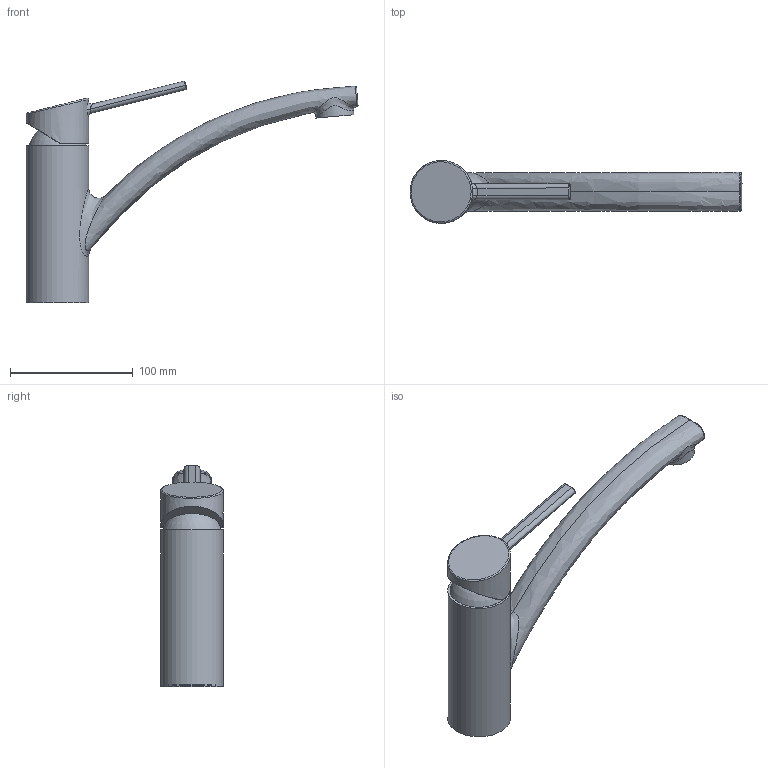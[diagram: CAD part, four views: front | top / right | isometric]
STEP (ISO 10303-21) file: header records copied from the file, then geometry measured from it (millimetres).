
FILE_DESCRIPTION(/* description */ ('Unknown'),/* implementation_level */ '2;1');
FILE_NAME(/* name */ '30358000',/* time_stamp */ '2022-09-07T16:42:17+02:00',/* author */ ('Unknown'),/* organization */ ('GROHE AG'),/* preprocessor_version */ 'ST-DEVELOPER v16.7',/* originating_system */ 'DEX',/* authorisation */ $);
FILE_SCHEMA (('AUTOMOTIVE_DESIGN {1 0 10303 214 3 1 1}'));
Length unit declared in the file: millimetre
Products named in the file (4): 30358000; 405771338_AUSLAUF_SC_SWIVEL_SPO_01914048; 30358000_0
Assembly tree (3 placements, depth 2):
  30358000
    405771338_AUSLAUF_SC_SWIVEL_SPO_01914048
    30358000
    30358000_0
Bounding box: 270.43 x 51 x 180.44 mm (x, y, z)
Volume: 288909.3 mm3; surface area: 84078.7 mm2
Topology: 3 solids, 6 shells, 69 faces, 143 edges, 86 vertices
Faces by surface type: bspline 22, plane 18, cylinder 15, cone 6, torus 6, sphere 2
Full cylindrical faces by diameter (mm): 31 x1, 43.5 x1, 45.2 x1, 45.4 x1, 45.8 x1, 46.1 x1, 46.6 x1, 49.3 x1, 51 x1
Entity records: 5597 total; most frequent: CARTESIAN_POINT 4113, ORIENTED_EDGE 226, DIRECTION 204, EDGE_CURVE 113, AXIS2_PLACEMENT_3D 96, EDGE_LOOP 95, FACE_BOUND 95, VERTEX_POINT 78
